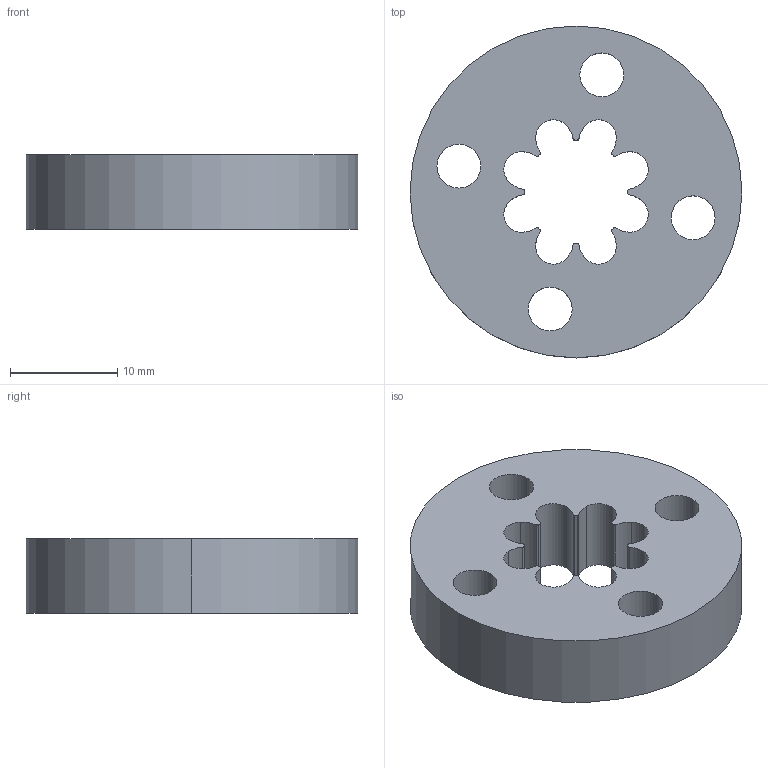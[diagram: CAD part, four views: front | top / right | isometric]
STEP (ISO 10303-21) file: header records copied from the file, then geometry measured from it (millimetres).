
FILE_DESCRIPTION (( 'STEP AP214' ), '1' );
FILE_NAME ('am-5590 Sport Gearbox 1-1 Input Plate.STEP', '2024-12-03T14:31:37', ( '' ), ( '' ), 'SwSTEP 2.0', 'SolidWorks 2024', '' );
FILE_SCHEMA (( 'AUTOMOTIVE_DESIGN' ));
Length unit declared in the file: inch
Products named in the file (1): am-5590 Sport Gearbox 1-1 Input Plate
Bounding box: 31 x 31 x 7 mm (x, y, z)
Volume: 4010.7 mm3; surface area: 2609.5 mm2
Topology: 1 solids, 1 shells, 69 faces, 201 edges, 134 vertices
Faces by surface type: cylinder 67, plane 2
Entity records: 2416 total; most frequent: DIRECTION 475, CARTESIAN_POINT 405, ORIENTED_EDGE 402, AXIS2_PLACEMENT_3D 204, EDGE_CURVE 201, VERTEX_POINT 134, CIRCLE 134, EDGE_LOOP 79
